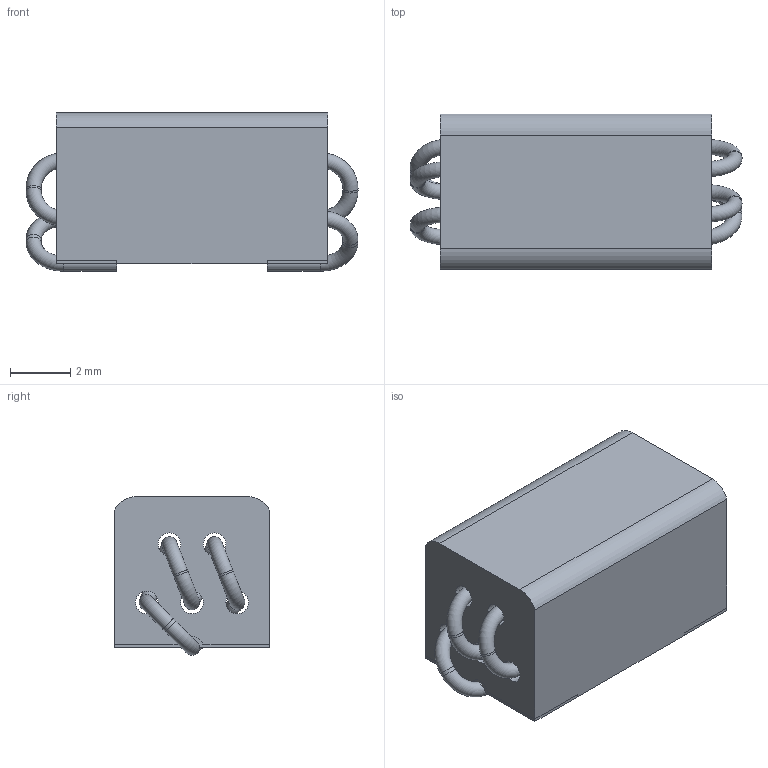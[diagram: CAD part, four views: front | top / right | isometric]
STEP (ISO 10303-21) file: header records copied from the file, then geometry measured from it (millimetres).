
FILE_DESCRIPTION(/* description */ (''),/* implementation_level */ '2;1');
FILE_NAME(/* name */ 'IND_WURTH_WE-SUKW_7427512.stp',/* time_stamp */ '2016-02-25T10:20:56+01:00',/* author */ ('riccim'),/* organization */ (''),/* preprocessor_version */ 'ST-DEVELOPER v15.5',/* originating_system */ 'AutoCAD Mechanical',/* authorisation */ '');
FILE_SCHEMA (('AUTOMOTIVE_DESIGN { 1 0 10303 214 3 1 1 }'));
Length unit declared in the file: millimetre
Products named in the file (1): Product
Bounding box: 11 x 5.15 x 5.25 mm (x, y, z)
Volume: 221.5 mm3; surface area: 481.8 mm2
Topology: 4 solids, 4 shells, 70 faces, 173 edges, 111 vertices
Faces by surface type: plane 33, cylinder 25, torus 12
Full cylindrical faces by diameter (mm): 0.5 x13, 0.75 x5
Entity records: 1881 total; most frequent: DIRECTION 328, CARTESIAN_POINT 303, ORIENTED_EDGE 264, EDGE_CURVE 132, AXIS2_PLACEMENT_3D 125, EDGE_LOOP 110, VERTEX_POINT 100, LINE 78
